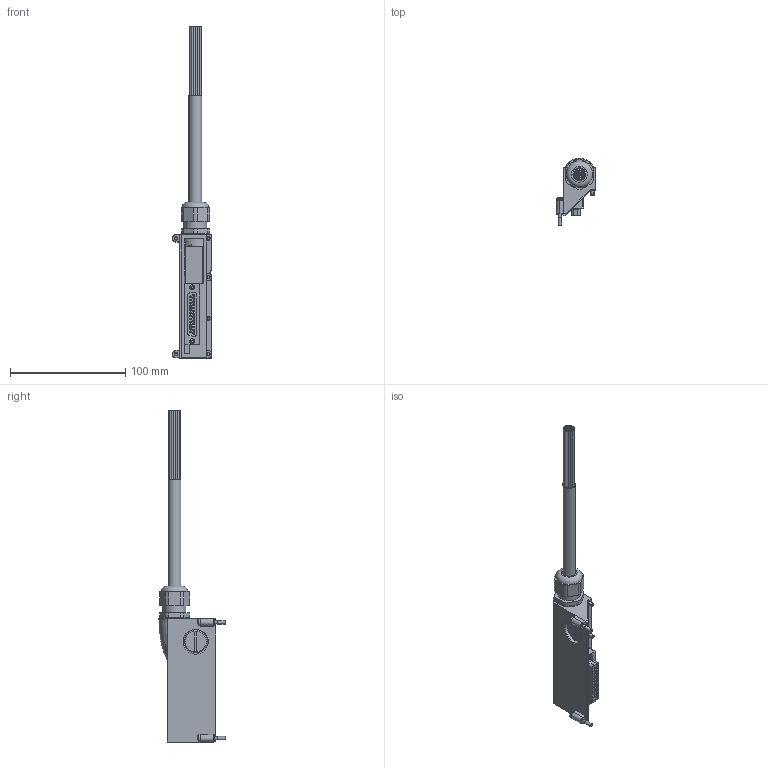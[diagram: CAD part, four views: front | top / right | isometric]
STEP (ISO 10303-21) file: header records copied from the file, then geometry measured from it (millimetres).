
FILE_DESCRIPTION(/* description */ ('STEP AP214'),/* implementation_level */ '2;1');
FILE_NAME(/* name */ '560410_VMPAL-KMSK-V-SD25-IP67-25',/* time_stamp */ '2024-09-16T22:35:27+02:00',/* author */ ('License CC BY-ND 4.0'),/* organization */ ('CADENAS'),/* preprocessor_version */ 'ST-DEVELOPER v19.3',/* originating_system */ 'PARTsolutions',/* authorisation */ ' ');
FILE_SCHEMA (('AUTOMOTIVE_DESIGN {1 0 10303 214 3 1 1}'));
Length unit declared in the file: millimetre
Products named in the file (3): 560410 VMPAL-KMSK-V-SD25-IP67-2,5; 560410 VMPAL-KMSK-V-SD25-IP67-2,5---(DE); 1070436 M20X1,5 5-13MM P---(11.2K)
Assembly tree (2 placements, depth 2):
  560410 VMPAL-KMSK-V-SD25-IP67-2,5
    560410 VMPAL-KMSK-V-SD25-IP67-2,5---(DE)
    1070436 M20X1,5 5-13MM P---(11.2K)
Bounding box: 34.48 x 58.35 x 288.59 mm (x, y, z)
Volume: 97269.7 mm3; surface area: 36844.7 mm2
Topology: 2 solids, 2 shells, 516 faces, 1293 edges, 847 vertices
Faces by surface type: plane 214, cylinder 198, cone 77, torus 21, sphere 6
Full cylindrical faces by diameter (mm): 1.2 x25, 1.6 x25, 2.6 x2, 3 x4, 4.2 x2, 6 x4, 11.2 x1, 18.376 x1, 20 x2, 20.4 x1, 24 x1
Entity records: 14877 total; most frequent: CARTESIAN_POINT 3251, DIRECTION 2373, ORIENTED_EDGE 2246, EDGE_CURVE 1123, AXIS2_PLACEMENT_3D 948, VERTEX_POINT 805, FACE_BOUND 712, EDGE_LOOP 708
